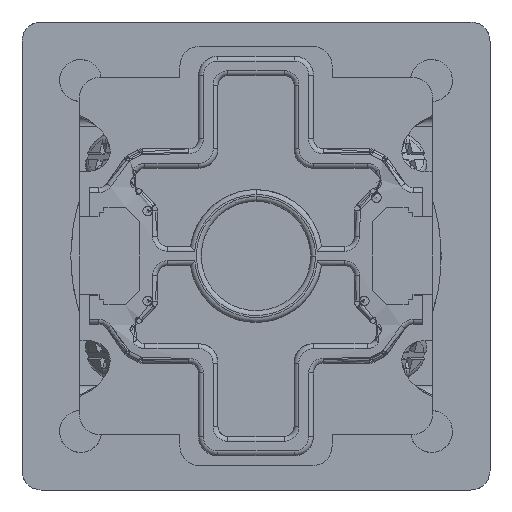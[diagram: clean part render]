
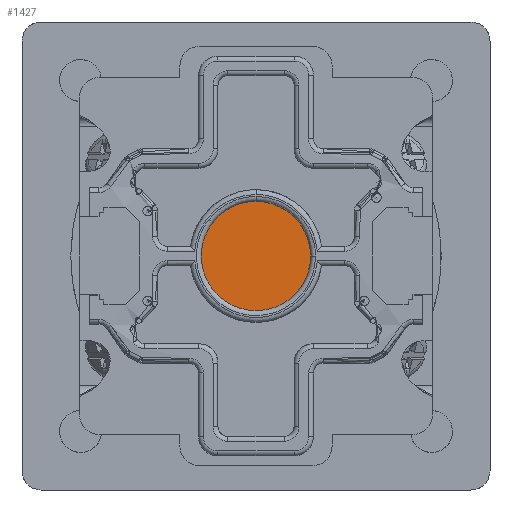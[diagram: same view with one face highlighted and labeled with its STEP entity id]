
A CAD part, front view. The second image highlights one B-rep face of the part: STEP entity #1427.
In plain terms, the highlighted planar face has unit normal (0, -1, 0).
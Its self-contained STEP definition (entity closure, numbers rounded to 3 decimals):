
#1348=CARTESIAN_POINT('',(0.,-95.5,0.));
#1349=DIRECTION('',(0.,-1.,0.));
#1350=DIRECTION('',(1.,0.,0.));
#1351=AXIS2_PLACEMENT_3D('',#1348,#1349,#1350);
#1352=PLANE('',#1351);
#1353=CARTESIAN_POINT('',(5.6,-95.5,-0.));
#1354=VERTEX_POINT('',#1353);
#1355=CARTESIAN_POINT('',(0.,-95.5,5.6));
#1356=VERTEX_POINT('',#1355);
#1357=CARTESIAN_POINT('',(5.6,-95.5,-0.));
#1358=CARTESIAN_POINT('',(5.6,-95.5,0.733));
#1359=CARTESIAN_POINT('',(5.454,-95.5,1.466));
#1360=CARTESIAN_POINT('',(5.174,-95.5,2.143));
#1361=CARTESIAN_POINT('',(4.893,-95.5,2.82));
#1362=CARTESIAN_POINT('',(4.478,-95.5,3.441));
#1363=CARTESIAN_POINT('',(3.96,-95.5,3.96));
#1364=CARTESIAN_POINT('',(3.441,-95.5,4.478));
#1365=CARTESIAN_POINT('',(2.82,-95.5,4.893));
#1366=CARTESIAN_POINT('',(2.143,-95.5,5.174));
#1367=CARTESIAN_POINT('',(1.466,-95.5,5.454));
#1368=CARTESIAN_POINT('',(0.733,-95.5,5.6));
#1369=CARTESIAN_POINT('',(0.,-95.5,5.6));
#1370=B_SPLINE_CURVE_WITH_KNOTS('',3,(#1357,#1358,#1359,#1360,#1361,#1362,#1363,#1364,#1365,#1366,#1367,#1368,#1369),.UNSPECIFIED.,.F.,.F.,(4,3,3,3,4),(0.,22.5,45.,67.5,90.),.UNSPECIFIED.);
#1371=EDGE_CURVE('',#1354,#1356,#1370,.T.);
#1372=ORIENTED_EDGE('',*,*,#1371,.T.);
#1373=CARTESIAN_POINT('',(0.,-95.5,5.6));
#1374=CARTESIAN_POINT('',(-0.55,-95.5,5.6));
#1375=CARTESIAN_POINT('',(-1.099,-95.5,5.518));
#1376=CARTESIAN_POINT('',(-1.626,-95.5,5.359));
#1377=CARTESIAN_POINT('',(-2.152,-95.5,5.199));
#1378=CARTESIAN_POINT('',(-2.654,-95.5,4.962));
#1379=CARTESIAN_POINT('',(-3.111,-95.5,4.656));
#1380=CARTESIAN_POINT('',(-3.568,-95.5,4.351));
#1381=CARTESIAN_POINT('',(-3.98,-95.5,3.978));
#1382=CARTESIAN_POINT('',(-4.329,-95.5,3.553));
#1383=CARTESIAN_POINT('',(-4.678,-95.5,3.128));
#1384=CARTESIAN_POINT('',(-4.963,-95.5,2.651));
#1385=CARTESIAN_POINT('',(-5.174,-95.5,2.143));
#1386=CARTESIAN_POINT('',(-5.384,-95.5,1.635));
#1387=CARTESIAN_POINT('',(-5.519,-95.5,1.096));
#1388=CARTESIAN_POINT('',(-5.573,-95.5,0.549));
#1389=CARTESIAN_POINT('',(-5.627,-95.5,0.002));
#1390=CARTESIAN_POINT('',(-5.6,-95.5,-0.553));
#1391=CARTESIAN_POINT('',(-5.492,-95.5,-1.093));
#1392=CARTESIAN_POINT('',(-5.385,-95.5,-1.632));
#1393=CARTESIAN_POINT('',(-5.198,-95.5,-2.155));
#1394=CARTESIAN_POINT('',(-4.939,-95.5,-2.64));
#1395=CARTESIAN_POINT('',(-4.68,-95.5,-3.125));
#1396=CARTESIAN_POINT('',(-4.349,-95.5,-3.571));
#1397=CARTESIAN_POINT('',(-3.96,-95.5,-3.96));
#1398=CARTESIAN_POINT('',(-3.571,-95.5,-4.349));
#1399=CARTESIAN_POINT('',(-3.125,-95.5,-4.68));
#1400=CARTESIAN_POINT('',(-2.64,-95.5,-4.939));
#1401=CARTESIAN_POINT('',(-2.155,-95.5,-5.198));
#1402=CARTESIAN_POINT('',(-1.632,-95.5,-5.385));
#1403=CARTESIAN_POINT('',(-1.093,-95.5,-5.492));
#1404=CARTESIAN_POINT('',(-0.553,-95.5,-5.6));
#1405=CARTESIAN_POINT('',(0.002,-95.5,-5.627));
#1406=CARTESIAN_POINT('',(0.549,-95.5,-5.573));
#1407=CARTESIAN_POINT('',(1.096,-95.5,-5.519));
#1408=CARTESIAN_POINT('',(1.635,-95.5,-5.384));
#1409=CARTESIAN_POINT('',(2.143,-95.5,-5.174));
#1410=CARTESIAN_POINT('',(2.651,-95.5,-4.963));
#1411=CARTESIAN_POINT('',(3.128,-95.5,-4.678));
#1412=CARTESIAN_POINT('',(3.553,-95.5,-4.329));
#1413=CARTESIAN_POINT('',(3.978,-95.5,-3.98));
#1414=CARTESIAN_POINT('',(4.351,-95.5,-3.568));
#1415=CARTESIAN_POINT('',(4.656,-95.5,-3.111));
#1416=CARTESIAN_POINT('',(4.962,-95.5,-2.654));
#1417=CARTESIAN_POINT('',(5.199,-95.5,-2.152));
#1418=CARTESIAN_POINT('',(5.359,-95.5,-1.626));
#1419=CARTESIAN_POINT('',(5.518,-95.5,-1.099));
#1420=CARTESIAN_POINT('',(5.6,-95.5,-0.55));
#1421=CARTESIAN_POINT('',(5.6,-95.5,-0.));
#1422=B_SPLINE_CURVE_WITH_KNOTS('',3,(#1373,#1374,#1375,#1376,#1377,#1378,#1379,#1380,#1381,#1382,#1383,#1384,#1385,#1386,#1387,#1388,#1389,#1390,#1391,#1392,#1393,#1394,#1395,#1396,#1397,#1398,
#1399,#1400,#1401,#1402,#1403,#1404,#1405,#1406,#1407,#1408,#1409,#1410,#1411,#1412,#1413,#1414,#1415,#1416,#1417,#1418,#1419,#1420,#1421),.UNSPECIFIED.,.F.,.F.,(4,3,3,3,3,3,3,3,3,3,3,3,3,3,3,3,4),(90.,106.875,123.75,140.625,157.5,174.375,191.25,208.125,225.,241.875,258.75,275.625,292.5,309.375,326.25,343.125,360.),.UNSPECIFIED.);
#1423=EDGE_CURVE('',#1356,#1354,#1422,.T.);
#1424=ORIENTED_EDGE('',*,*,#1423,.T.);
#1425=EDGE_LOOP('',(#1372,#1424));
#1426=FACE_BOUND('',#1425,.T.);
#1427=ADVANCED_FACE('',(#1426),#1352,.T.);
